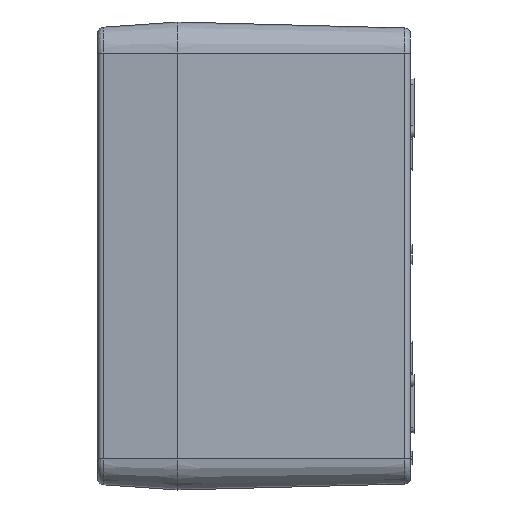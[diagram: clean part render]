
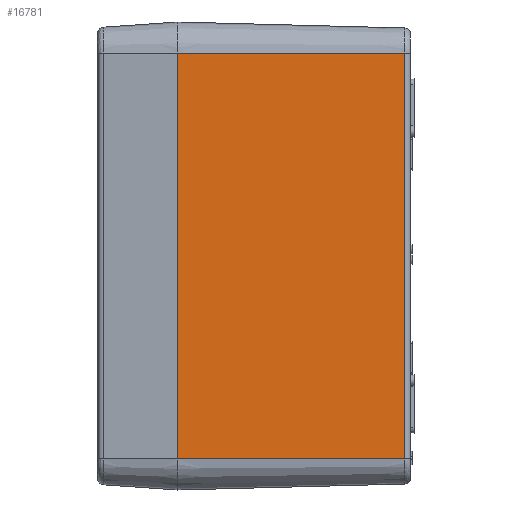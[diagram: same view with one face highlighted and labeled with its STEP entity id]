
A CAD part, left-side view. The second image highlights one B-rep face of the part: STEP entity #16781.
In plain terms, the highlighted planar face has unit normal (-1, -0.026, 0).
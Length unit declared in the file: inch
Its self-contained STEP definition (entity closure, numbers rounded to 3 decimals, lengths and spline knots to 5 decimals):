
#1062 = VECTOR ( 'NONE', #4795, 39.37008 ) ;
#1222 = LINE ( 'NONE', #10155, #1062 ) ;
#1298 = VERTEX_POINT ( 'NONE', #11679 ) ;
#1661 = VERTEX_POINT ( 'NONE', #13198 ) ;
#2088 = ORIENTED_EDGE ( 'NONE', *, *, #20538, .T. ) ;
#2648 = EDGE_CURVE ( 'NONE', #1298, #23010, #1222, .T. ) ;
#3647 = EDGE_CURVE ( 'NONE', #6647, #1661, #7263, .T. ) ;
#3993 = DIRECTION ( 'NONE',  ( 0.026, -1., 0. ) ) ;
#4464 = DIRECTION ( 'NONE',  ( -1., -0.026, 0. ) ) ;
#4795 = DIRECTION ( 'NONE',  ( 0., 0., -1. ) ) ;
#5694 = CARTESIAN_POINT ( 'NONE',  ( -4.35039, 0., 2.05709 ) ) ;
#6470 = CARTESIAN_POINT ( 'NONE',  ( -4.35039, 0., -2.05709 ) ) ;
#6534 = ORIENTED_EDGE ( 'NONE', *, *, #14034, .F. ) ;
#6647 = VERTEX_POINT ( 'NONE', #21991 ) ;
#7005 = LINE ( 'NONE', #5694, #21894 ) ;
#7263 = LINE ( 'NONE', #10604, #17666 ) ;
#9356 = ORIENTED_EDGE ( 'NONE', *, *, #2648, .T. ) ;
#10155 = CARTESIAN_POINT ( 'NONE',  ( -4.35039, 0., -2.05709 ) ) ;
#10604 = CARTESIAN_POINT ( 'NONE',  ( -4.29004, -2.3047, -1.02854 ) ) ;
#11061 = DIRECTION ( 'NONE',  ( 0.026, -1., 0. ) ) ;
#11679 = CARTESIAN_POINT ( 'NONE',  ( -4.35039, 0., 2.05709 ) ) ;
#11949 = ORIENTED_EDGE ( 'NONE', *, *, #3647, .F. ) ;
#12750 = DIRECTION ( 'NONE',  ( 0., 0., -1. ) ) ;
#13198 = CARTESIAN_POINT ( 'NONE',  ( -4.29004, -2.3047, -2.05709 ) ) ;
#14034 = EDGE_CURVE ( 'NONE', #1298, #6647, #7005, .T. ) ;
#15417 = LINE ( 'NONE', #20321, #22248 ) ;
#15527 = FACE_OUTER_BOUND ( 'NONE', #16595, .T. ) ;
#16595 = EDGE_LOOP ( 'NONE', ( #9356, #2088, #11949, #6534 ) ) ;
#16781 = ADVANCED_FACE ( 'NONE', ( #15527 ), #22588, .T. ) ;
#17666 = VECTOR ( 'NONE', #12750, 39.37008 ) ;
#18941 = AXIS2_PLACEMENT_3D ( 'NONE', #6470, #4464, #22352 ) ;
#19550 = CARTESIAN_POINT ( 'NONE',  ( -4.35039, 0., -2.05709 ) ) ;
#20321 = CARTESIAN_POINT ( 'NONE',  ( -4.35039, 0., -2.05709 ) ) ;
#20538 = EDGE_CURVE ( 'NONE', #23010, #1661, #15417, .T. ) ;
#21894 = VECTOR ( 'NONE', #11061, 39.37008 ) ;
#21991 = CARTESIAN_POINT ( 'NONE',  ( -4.29004, -2.3047, 2.05709 ) ) ;
#22248 = VECTOR ( 'NONE', #3993, 39.37008 ) ;
#22352 = DIRECTION ( 'NONE',  ( -0.026, 1., 0. ) ) ;
#22588 = PLANE ( 'NONE',  #18941 ) ;
#23010 = VERTEX_POINT ( 'NONE', #19550 ) ;
